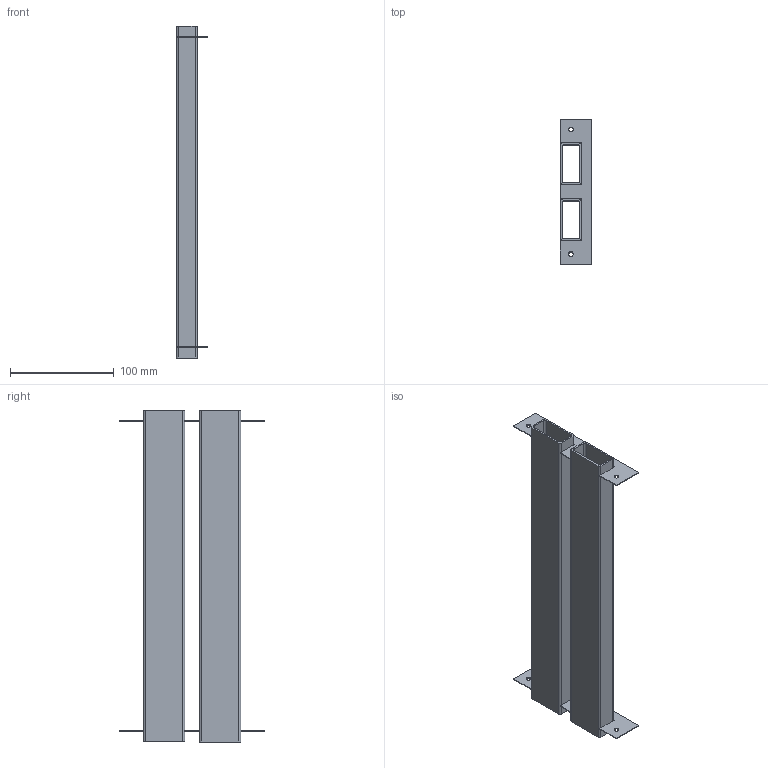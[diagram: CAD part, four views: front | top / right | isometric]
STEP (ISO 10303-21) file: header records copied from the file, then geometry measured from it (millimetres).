
FILE_DESCRIPTION (( 'STEP AP214' ), '1' );
FILE_NAME ('Êàáåëü êàíàë äëÿ ÓÝÐÌ (320õ140õ30) EKF.STEP', '2023-06-23T07:28:43', ( '' ), ( '' ), 'SwSTEP 2.0', 'SolidWorks 2021', '' );
FILE_SCHEMA (( 'AUTOMOTIVE_DESIGN' ));
Length unit declared in the file: millimetre
Products named in the file (3): 砑僔蠂縺; ïðîôèëü 40õ20 L=320; Êàáåëü êàíàë äëÿ ÓÝÐÌ (320õ140õ30) EKF
Assembly tree (4 placements, depth 2):
  Êàáåëü êàíàë äëÿ ÓÝÐÌ (320õ140õ30) EKF
    砑僔蠂縺  x2
    ïðîôèëü 40õ20 L=320  x2
Bounding box: 30 x 140 x 320 mm (x, y, z)
Volume: 120083.1 mm3; surface area: 152610.1 mm2
Topology: 4 solids, 4 shells, 72 faces, 192 edges, 128 vertices
Faces by surface type: plane 48, cylinder 24
Entity records: 1262 total; most frequent: DIRECTION 206, CARTESIAN_POINT 203, ORIENTED_EDGE 192, EDGE_CURVE 96, VECTOR 72, LINE 72, AXIS2_PLACEMENT_3D 67, VERTEX_POINT 64
